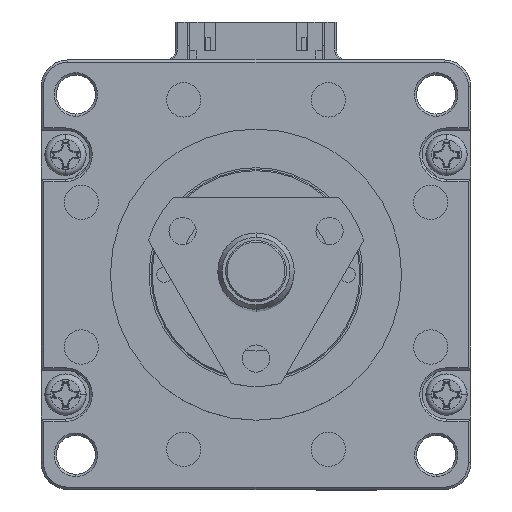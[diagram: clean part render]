
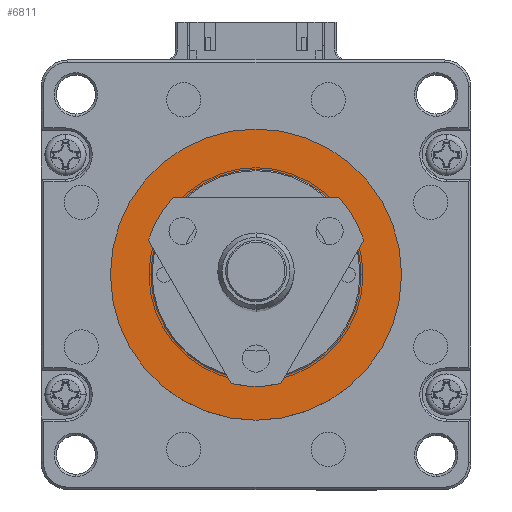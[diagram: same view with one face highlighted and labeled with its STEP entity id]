
A CAD part, top view. The second image highlights one B-rep face of the part: STEP entity #6811.
In plain terms, the highlighted planar face has unit normal (0, 0, 1).
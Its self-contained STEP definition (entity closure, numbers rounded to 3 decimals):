
#1938 = CARTESIAN_POINT ( 'NONE',  ( 0., 19.05, 1.6 ) ) ;
#2331 = ORIENTED_EDGE ( 'NONE', *, *, #7716, .F. ) ;
#3530 = DIRECTION ( 'NONE',  ( 0., -1., 0. ) ) ;
#3634 = DIRECTION ( 'NONE',  ( 0., -1., 0. ) ) ;
#3989 = FACE_BOUND ( 'NONE', #26122, .T. ) ;
#4028 = VERTEX_POINT ( 'NONE', #10731 ) ;
#4154 = AXIS2_PLACEMENT_3D ( 'NONE', #7316, #24082, #18021 ) ;
#4175 = EDGE_LOOP ( 'NONE', ( #10750, #2331 ) ) ;
#6475 = CIRCLE ( 'NONE', #10204, 19.05 ) ;
#6811 = ADVANCED_FACE ( 'NONE', ( #21146, #3989 ), #21429, .T. ) ;
#7177 = CARTESIAN_POINT ( 'NONE',  ( 0., 0., 1.6 ) ) ;
#7316 = CARTESIAN_POINT ( 'NONE',  ( -24.6, -24.6, 1.6 ) ) ;
#7716 = EDGE_CURVE ( 'NONE', #17972, #4028, #6475, .T. ) ;
#7738 = DIRECTION ( 'NONE',  ( 0., 0., -1. ) ) ;
#8203 = ORIENTED_EDGE ( 'NONE', *, *, #20395, .T. ) ;
#9432 = EDGE_CURVE ( 'NONE', #11530, #25950, #9630, .T. ) ;
#9604 = DIRECTION ( 'NONE',  ( 0., 0., -1. ) ) ;
#9630 = CIRCLE ( 'NONE', #16775, 13.75 ) ;
#10204 = AXIS2_PLACEMENT_3D ( 'NONE', #25573, #9604, #3530 ) ;
#10727 = CIRCLE ( 'NONE', #19395, 19.05 ) ;
#10731 = CARTESIAN_POINT ( 'NONE',  ( 0., -19.05, 1.6 ) ) ;
#10750 = ORIENTED_EDGE ( 'NONE', *, *, #21969, .F. ) ;
#10819 = CARTESIAN_POINT ( 'NONE',  ( 0., 0., 1.6 ) ) ;
#11530 = VERTEX_POINT ( 'NONE', #14994 ) ;
#11548 = DIRECTION ( 'NONE',  ( 0., 0., -1. ) ) ;
#12806 = DIRECTION ( 'NONE',  ( 0., 0., -1. ) ) ;
#13407 = AXIS2_PLACEMENT_3D ( 'NONE', #7177, #11548, #21369 ) ;
#14836 = DIRECTION ( 'NONE',  ( 0., 1., 0. ) ) ;
#14994 = CARTESIAN_POINT ( 'NONE',  ( 0., -13.75, 1.6 ) ) ;
#16775 = AXIS2_PLACEMENT_3D ( 'NONE', #10819, #12806, #14836 ) ;
#17386 = CARTESIAN_POINT ( 'NONE',  ( 0., 13.75, 1.6 ) ) ;
#17828 = CARTESIAN_POINT ( 'NONE',  ( 0., 0., 1.6 ) ) ;
#17972 = VERTEX_POINT ( 'NONE', #1938 ) ;
#18021 = DIRECTION ( 'NONE',  ( 1., 0., 0. ) ) ;
#19395 = AXIS2_PLACEMENT_3D ( 'NONE', #17828, #7738, #3634 ) ;
#20395 = EDGE_CURVE ( 'NONE', #25950, #11530, #20693, .T. ) ;
#20693 = CIRCLE ( 'NONE', #13407, 13.75 ) ;
#21146 = FACE_OUTER_BOUND ( 'NONE', #4175, .T. ) ;
#21369 = DIRECTION ( 'NONE',  ( 0., 1., 0. ) ) ;
#21429 = PLANE ( 'NONE',  #4154 ) ;
#21849 = ORIENTED_EDGE ( 'NONE', *, *, #9432, .T. ) ;
#21969 = EDGE_CURVE ( 'NONE', #4028, #17972, #10727, .T. ) ;
#24082 = DIRECTION ( 'NONE',  ( 0., 0., 1. ) ) ;
#25573 = CARTESIAN_POINT ( 'NONE',  ( 0., 0., 1.6 ) ) ;
#25950 = VERTEX_POINT ( 'NONE', #17386 ) ;
#26122 = EDGE_LOOP ( 'NONE', ( #8203, #21849 ) ) ;
